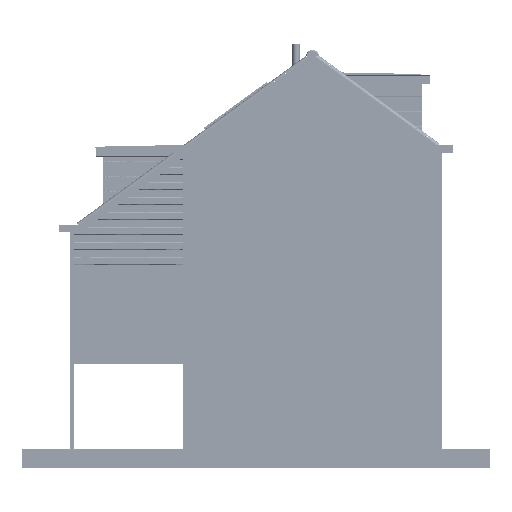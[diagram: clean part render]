
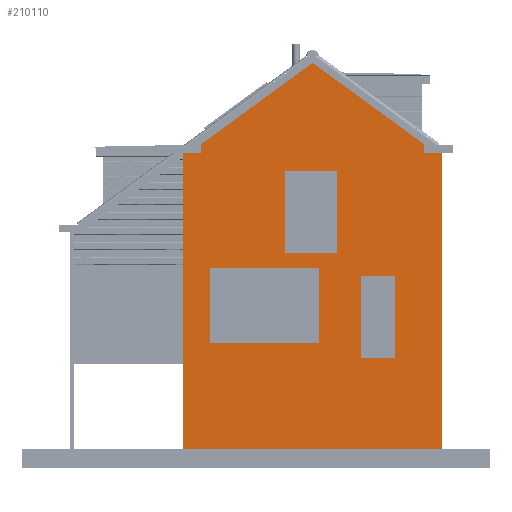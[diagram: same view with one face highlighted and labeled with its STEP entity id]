
A CAD part, front view. The second image highlights one B-rep face of the part: STEP entity #210110.
In plain terms, the highlighted free-form (B-spline) face has degree [1, 1] with [2, 2] control points.
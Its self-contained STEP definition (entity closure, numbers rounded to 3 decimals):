
#209588 = VERTEX_POINT('',#209589);
#209589 = CARTESIAN_POINT('',(8232.496,-50199.611,
    6594.945));
#209596 = EDGE_CURVE('',#209588,#209597,#209599,.T.);
#209597 = VERTEX_POINT('',#209598);
#209598 = CARTESIAN_POINT('',(8232.496,-50199.611,
    -3200.525));
#209599 = B_SPLINE_CURVE_WITH_KNOTS('',1,(#209600,#209601),
  .UNSPECIFIED.,.F.,.F.,(2,2),(0.,8156.451),
  .PIECEWISE_BEZIER_KNOTS.);
#209600 = CARTESIAN_POINT('',(8232.496,-50199.611,
    6594.945));
#209601 = CARTESIAN_POINT('',(8232.496,-50199.611,
    -3200.525));
#209624 = VERTEX_POINT('',#209625);
#209625 = CARTESIAN_POINT('',(-54.043,-50199.611,
    6594.945));
#209640 = VERTEX_POINT('',#209641);
#209641 = CARTESIAN_POINT('',(-54.043,-50199.611,
    -3200.525));
#209646 = EDGE_CURVE('',#209640,#209624,#209647,.T.);
#209647 = B_SPLINE_CURVE_WITH_KNOTS('',1,(#209648,#209649),
  .UNSPECIFIED.,.F.,.F.,(2,2),(0.,8156.451),
  .PIECEWISE_BEZIER_KNOTS.);
#209648 = CARTESIAN_POINT('',(-54.043,-50199.611,
    -3200.525));
#209649 = CARTESIAN_POINT('',(-54.043,-50199.611,
    6594.945));
#209659 = EDGE_CURVE('',#209597,#209640,#209660,.T.);
#209660 = B_SPLINE_CURVE_WITH_KNOTS('',1,(#209661,#209662),
  .UNSPECIFIED.,.F.,.F.,(2,2),(0.,6900.),.PIECEWISE_BEZIER_KNOTS.);
#209661 = CARTESIAN_POINT('',(8232.496,-50199.611,
    -3200.525));
#209662 = CARTESIAN_POINT('',(-54.043,-50199.611,
    -3200.525));
#209687 = EDGE_CURVE('',#209688,#209624,#209690,.T.);
#209688 = VERTEX_POINT('',#209689);
#209689 = CARTESIAN_POINT('',(145.704,-50199.611,
    6594.945));
#209690 = B_SPLINE_CURVE_WITH_KNOTS('',1,(#209691,#209692),
  .UNSPECIFIED.,.F.,.F.,(2,2),(0.,166.325),
  .PIECEWISE_BEZIER_KNOTS.);
#209691 = CARTESIAN_POINT('',(145.704,-50199.611,
    6594.945));
#209692 = CARTESIAN_POINT('',(-54.043,-50199.611,
    6594.945));
#209707 = EDGE_CURVE('',#209688,#209708,#209710,.T.);
#209708 = VERTEX_POINT('',#209709);
#209709 = CARTESIAN_POINT('',(4089.254,-50199.611,
    9472.52));
#209710 = B_SPLINE_CURVE_WITH_KNOTS('',1,(#209711,#209712),
  .UNSPECIFIED.,.F.,.F.,(2,2),(0.,4064.961),
  .PIECEWISE_BEZIER_KNOTS.);
#209711 = CARTESIAN_POINT('',(145.704,-50199.611,
    6594.945));
#209712 = CARTESIAN_POINT('',(4089.254,-50199.611,
    9472.52));
#209850 = EDGE_CURVE('',#209851,#209853,#209855,.T.);
#209851 = VERTEX_POINT('',#209852);
#209852 = CARTESIAN_POINT('',(3194.281,-50199.611,
    6004.738));
#209853 = VERTEX_POINT('',#209854);
#209854 = CARTESIAN_POINT('',(3194.281,-50199.611,
    3362.653));
#209855 = B_SPLINE_CURVE_WITH_KNOTS('',1,(#209856,#209857),
  .UNSPECIFIED.,.F.,.F.,(2,2),(-0.,2200.),.PIECEWISE_BEZIER_KNOTS.);
#209856 = CARTESIAN_POINT('',(3194.281,-50199.611,
    6004.738));
#209857 = CARTESIAN_POINT('',(3194.281,-50199.611,
    3362.653));
#209880 = EDGE_CURVE('',#209853,#209881,#209883,.T.);
#209881 = VERTEX_POINT('',#209882);
#209882 = CARTESIAN_POINT('',(4875.607,-50199.611,
    3362.653));
#209883 = B_SPLINE_CURVE_WITH_KNOTS('',1,(#209884,#209885),
  .UNSPECIFIED.,.F.,.F.,(2,2),(0.,1400.),.PIECEWISE_BEZIER_KNOTS.);
#209884 = CARTESIAN_POINT('',(3194.281,-50199.611,
    3362.653));
#209885 = CARTESIAN_POINT('',(4875.607,-50199.611,
    3362.653));
#209900 = EDGE_CURVE('',#209881,#209901,#209903,.T.);
#209901 = VERTEX_POINT('',#209902);
#209902 = CARTESIAN_POINT('',(4875.607,-50199.611,
    6004.738));
#209903 = B_SPLINE_CURVE_WITH_KNOTS('',1,(#209904,#209905),
  .UNSPECIFIED.,.F.,.F.,(2,2),(0.,2200.),.PIECEWISE_BEZIER_KNOTS.);
#209904 = CARTESIAN_POINT('',(4875.607,-50199.611,
    3362.653));
#209905 = CARTESIAN_POINT('',(4875.607,-50199.611,
    6004.738));
#209922 = EDGE_CURVE('',#209901,#209851,#209923,.T.);
#209923 = B_SPLINE_CURVE_WITH_KNOTS('',1,(#209924,#209925),
  .UNSPECIFIED.,.F.,.F.,(2,2),(0.,1400.),.PIECEWISE_BEZIER_KNOTS.);
#209924 = CARTESIAN_POINT('',(4875.607,-50199.611,
    6004.738));
#209925 = CARTESIAN_POINT('',(3194.281,-50199.611,
    6004.738));
#209940 = VERTEX_POINT('',#209941);
#209941 = CARTESIAN_POINT('',(6719.302,-50199.611,
    2642.085));
#209946 = EDGE_CURVE('',#209940,#209947,#209949,.T.);
#209947 = VERTEX_POINT('',#209948);
#209948 = CARTESIAN_POINT('',(5638.449,-50199.611,
    2642.085));
#209949 = B_SPLINE_CURVE_WITH_KNOTS('',1,(#209950,#209951),
  .UNSPECIFIED.,.F.,.F.,(2,2),(0.,900.),.PIECEWISE_BEZIER_KNOTS.);
#209950 = CARTESIAN_POINT('',(6719.302,-50199.611,
    2642.085));
#209951 = CARTESIAN_POINT('',(5638.449,-50199.611,
    2642.085));
#209966 = EDGE_CURVE('',#209967,#209969,#209971,.T.);
#209967 = VERTEX_POINT('',#209968);
#209968 = CARTESIAN_POINT('',(5638.449,-50199.611,0.)
  );
#209969 = VERTEX_POINT('',#209970);
#209970 = CARTESIAN_POINT('',(6719.302,-50199.611,0.)
  );
#209971 = B_SPLINE_CURVE_WITH_KNOTS('',1,(#209972,#209973),
  .UNSPECIFIED.,.F.,.F.,(2,2),(0.,900.),.PIECEWISE_BEZIER_KNOTS.);
#209972 = CARTESIAN_POINT('',(5638.449,-50199.611,0.)
  );
#209973 = CARTESIAN_POINT('',(6719.302,-50199.611,0.)
  );
#209994 = EDGE_CURVE('',#209969,#209940,#209995,.T.);
#209995 = B_SPLINE_CURVE_WITH_KNOTS('',1,(#209996,#209997),
  .UNSPECIFIED.,.F.,.F.,(2,2),(0.,2200.),.PIECEWISE_BEZIER_KNOTS.);
#209996 = CARTESIAN_POINT('',(6719.302,-50199.611,0.)
  );
#209997 = CARTESIAN_POINT('',(6719.302,-50199.611,
    2642.085));
#210010 = EDGE_CURVE('',#209947,#209967,#210011,.T.);
#210011 = B_SPLINE_CURVE_WITH_KNOTS('',1,(#210012,#210013),
  .UNSPECIFIED.,.F.,.F.,(2,2),(-0.,2200.),.PIECEWISE_BEZIER_KNOTS.);
#210012 = CARTESIAN_POINT('',(5638.449,-50199.611,
    2642.085));
#210013 = CARTESIAN_POINT('',(5638.449,-50199.611,0.)
  );
#210026 = EDGE_CURVE('',#210027,#210029,#210031,.T.);
#210027 = VERTEX_POINT('',#210028);
#210028 = CARTESIAN_POINT('',(798.63,-50199.611,
    2882.274));
#210029 = VERTEX_POINT('',#210030);
#210030 = CARTESIAN_POINT('',(798.63,-50199.611,
    480.379));
#210031 = B_SPLINE_CURVE_WITH_KNOTS('',1,(#210032,#210033),
  .UNSPECIFIED.,.F.,.F.,(2,2),(-0.,2000.),.PIECEWISE_BEZIER_KNOTS.);
#210032 = CARTESIAN_POINT('',(798.63,-50199.611,
    2882.274));
#210033 = CARTESIAN_POINT('',(798.63,-50199.611,
    480.379));
#210054 = EDGE_CURVE('',#210055,#210057,#210059,.T.);
#210055 = VERTEX_POINT('',#210056);
#210056 = CARTESIAN_POINT('',(4281.378,-50199.611,
    480.379));
#210057 = VERTEX_POINT('',#210058);
#210058 = CARTESIAN_POINT('',(4281.378,-50199.611,
    2882.274));
#210059 = B_SPLINE_CURVE_WITH_KNOTS('',1,(#210060,#210061),
  .UNSPECIFIED.,.F.,.F.,(2,2),(0.,2000.),.PIECEWISE_BEZIER_KNOTS.);
#210060 = CARTESIAN_POINT('',(4281.378,-50199.611,
    480.379));
#210061 = CARTESIAN_POINT('',(4281.378,-50199.611,
    2882.274));
#210082 = EDGE_CURVE('',#210057,#210027,#210083,.T.);
#210083 = B_SPLINE_CURVE_WITH_KNOTS('',1,(#210084,#210085),
  .UNSPECIFIED.,.F.,.F.,(2,2),(0.,2900.),.PIECEWISE_BEZIER_KNOTS.);
#210084 = CARTESIAN_POINT('',(4281.378,-50199.611,
    2882.274));
#210085 = CARTESIAN_POINT('',(798.63,-50199.611,
    2882.274));
#210098 = EDGE_CURVE('',#210029,#210055,#210099,.T.);
#210099 = B_SPLINE_CURVE_WITH_KNOTS('',1,(#210100,#210101),
  .UNSPECIFIED.,.F.,.F.,(2,2),(0.,2900.),.PIECEWISE_BEZIER_KNOTS.);
#210100 = CARTESIAN_POINT('',(798.63,-50199.611,
    480.379));
#210101 = CARTESIAN_POINT('',(4281.378,-50199.611,
    480.379));
#210110 = ADVANCED_FACE('',(#210111,#210130,#210136,#210142),#210148,.T.
  );
#210111 = FACE_BOUND('',#210112,.T.);
#210112 = EDGE_LOOP('',(#210113,#210120,#210121,#210122,#210123,#210124,
    #210125));
#210113 = ORIENTED_EDGE('',*,*,#210114,.F.);
#210114 = EDGE_CURVE('',#209708,#210115,#210117,.T.);
#210115 = VERTEX_POINT('',#210116);
#210116 = CARTESIAN_POINT('',(8033.155,-50199.611,
    6594.943));
#210117 = B_SPLINE_CURVE_WITH_KNOTS('',1,(#210118,#210119),
  .UNSPECIFIED.,.F.,.F.,(2,2),(0.,4065.198),
  .PIECEWISE_BEZIER_KNOTS.);
#210118 = CARTESIAN_POINT('',(4089.254,-50199.611,
    9472.52));
#210119 = CARTESIAN_POINT('',(8033.155,-50199.611,
    6594.943));
#210120 = ORIENTED_EDGE('',*,*,#209707,.F.);
#210121 = ORIENTED_EDGE('',*,*,#209687,.T.);
#210122 = ORIENTED_EDGE('',*,*,#209646,.F.);
#210123 = ORIENTED_EDGE('',*,*,#209659,.F.);
#210124 = ORIENTED_EDGE('',*,*,#209596,.F.);
#210125 = ORIENTED_EDGE('',*,*,#210126,.F.);
#210126 = EDGE_CURVE('',#210115,#209588,#210127,.T.);
#210127 = B_SPLINE_CURVE_WITH_KNOTS('',1,(#210128,#210129),
  .UNSPECIFIED.,.F.,.F.,(2,2),(0.,165.987),
  .PIECEWISE_BEZIER_KNOTS.);
#210128 = CARTESIAN_POINT('',(8033.155,-50199.611,
    6594.943));
#210129 = CARTESIAN_POINT('',(8232.496,-50199.611,
    6594.945));
#210130 = FACE_BOUND('',#210131,.T.);
#210131 = EDGE_LOOP('',(#210132,#210133,#210134,#210135));
#210132 = ORIENTED_EDGE('',*,*,#209946,.F.);
#210133 = ORIENTED_EDGE('',*,*,#209994,.F.);
#210134 = ORIENTED_EDGE('',*,*,#209966,.F.);
#210135 = ORIENTED_EDGE('',*,*,#210010,.F.);
#210136 = FACE_BOUND('',#210137,.T.);
#210137 = EDGE_LOOP('',(#210138,#210139,#210140,#210141));
#210138 = ORIENTED_EDGE('',*,*,#209900,.F.);
#210139 = ORIENTED_EDGE('',*,*,#209880,.F.);
#210140 = ORIENTED_EDGE('',*,*,#209850,.F.);
#210141 = ORIENTED_EDGE('',*,*,#209922,.F.);
#210142 = FACE_BOUND('',#210143,.T.);
#210143 = EDGE_LOOP('',(#210144,#210145,#210146,#210147));
#210144 = ORIENTED_EDGE('',*,*,#210082,.F.);
#210145 = ORIENTED_EDGE('',*,*,#210054,.F.);
#210146 = ORIENTED_EDGE('',*,*,#210098,.F.);
#210147 = ORIENTED_EDGE('',*,*,#210026,.F.);
#210148 = B_SPLINE_SURFACE_WITH_KNOTS('',1,1,(
    (#210149,#210150)
    ,(#210151,#210152
    )),.UNSPECIFIED.,.F.,.F.,.F.,(2,2),(2,2),(0.,6900.),(-2665.,
    7887.538),.PIECEWISE_BEZIER_KNOTS.);
#210149 = CARTESIAN_POINT('',(-54.043,-50199.611,
    -3200.525));
#210150 = CARTESIAN_POINT('',(-54.043,-50199.611,
    9472.52));
#210151 = CARTESIAN_POINT('',(8232.496,-50199.611,
    -3200.525));
#210152 = CARTESIAN_POINT('',(8232.496,-50199.611,
    9472.52));
